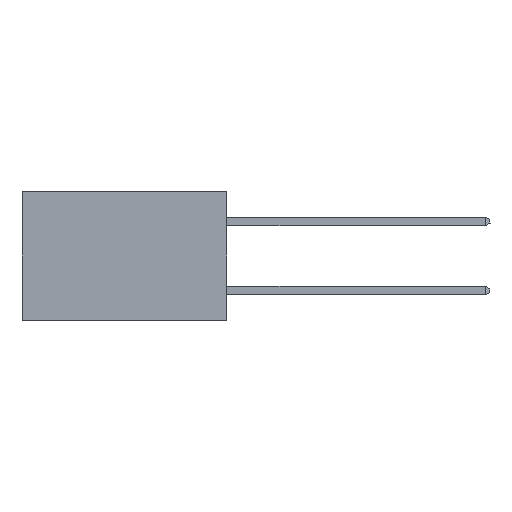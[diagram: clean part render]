
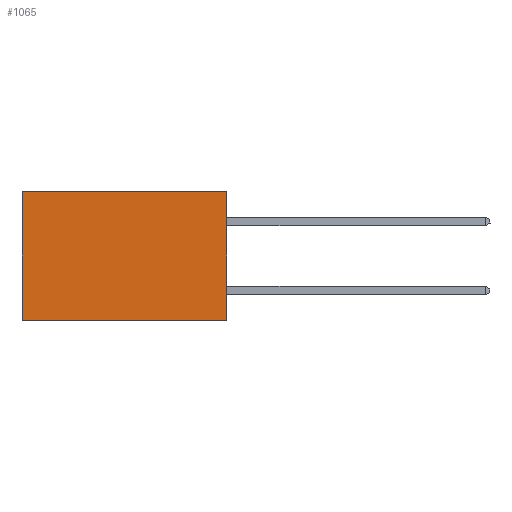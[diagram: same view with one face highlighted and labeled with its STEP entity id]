
A CAD part, left-side view. The second image highlights one B-rep face of the part: STEP entity #1065.
In plain terms, the highlighted planar face has unit normal (-1, 0, 0).
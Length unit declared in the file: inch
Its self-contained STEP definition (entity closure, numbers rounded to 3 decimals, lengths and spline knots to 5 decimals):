
#21 = EDGE_CURVE ( 'NONE', #5942, #7301, #7777, .T. ) ;
#609 = CARTESIAN_POINT ( 'NONE',  ( 0.277, 0., -0.37 ) ) ;
#1065 = ADVANCED_FACE ( 'NONE', ( #9804 ), #7151, .F. ) ;
#1467 = EDGE_CURVE ( 'NONE', #8370, #7301, #6677, .T. ) ;
#1487 = EDGE_CURVE ( 'NONE', #7111, #8370, #5064, .T. ) ;
#2230 = ORIENTED_EDGE ( 'NONE', *, *, #2435, .T. ) ;
#2435 = EDGE_CURVE ( 'NONE', #7111, #5942, #7112, .T. ) ;
#2603 = CARTESIAN_POINT ( 'NONE',  ( 0.277, 0., 0. ) ) ;
#3463 = VECTOR ( 'NONE', #5921, 39.37008 ) ;
#3789 = CARTESIAN_POINT ( 'NONE',  ( 0.277, 0.59, -0.37 ) ) ;
#4084 = EDGE_LOOP ( 'NONE', ( #4295, #6994, #5401, #2230 ) ) ;
#4295 = ORIENTED_EDGE ( 'NONE', *, *, #21, .T. ) ;
#4317 = VECTOR ( 'NONE', #9485, 39.37008 ) ;
#4420 = AXIS2_PLACEMENT_3D ( 'NONE', #6003, #5115, #5239 ) ;
#4596 = VECTOR ( 'NONE', #9494, 39.37008 ) ;
#5064 = LINE ( 'NONE', #609, #4317 ) ;
#5115 = DIRECTION ( 'NONE',  ( 1., 0., 0. ) ) ;
#5239 = DIRECTION ( 'NONE',  ( 0., 0., -1. ) ) ;
#5401 = ORIENTED_EDGE ( 'NONE', *, *, #1487, .F. ) ;
#5763 = DIRECTION ( 'NONE',  ( 0., 1., 0. ) ) ;
#5784 = CARTESIAN_POINT ( 'NONE',  ( 0.277, 0., 0. ) ) ;
#5921 = DIRECTION ( 'NONE',  ( 0., 0., -1. ) ) ;
#5942 = VERTEX_POINT ( 'NONE', #7603 ) ;
#6003 = CARTESIAN_POINT ( 'NONE',  ( 0.277, 0., -0.37 ) ) ;
#6677 = LINE ( 'NONE', #9775, #4596 ) ;
#6994 = ORIENTED_EDGE ( 'NONE', *, *, #1467, .F. ) ;
#7111 = VERTEX_POINT ( 'NONE', #2603 ) ;
#7112 = LINE ( 'NONE', #5784, #10918 ) ;
#7151 = PLANE ( 'NONE',  #4420 ) ;
#7301 = VERTEX_POINT ( 'NONE', #10086 ) ;
#7603 = CARTESIAN_POINT ( 'NONE',  ( 0.277, 0.59, 0. ) ) ;
#7777 = LINE ( 'NONE', #3789, #3463 ) ;
#8370 = VERTEX_POINT ( 'NONE', #9924 ) ;
#9485 = DIRECTION ( 'NONE',  ( 0., 0., -1. ) ) ;
#9494 = DIRECTION ( 'NONE',  ( 0., 1., 0. ) ) ;
#9775 = CARTESIAN_POINT ( 'NONE',  ( 0.277, 0., -0.37 ) ) ;
#9804 = FACE_OUTER_BOUND ( 'NONE', #4084, .T. ) ;
#9924 = CARTESIAN_POINT ( 'NONE',  ( 0.277, 0., -0.37 ) ) ;
#10086 = CARTESIAN_POINT ( 'NONE',  ( 0.277, 0.59, -0.37 ) ) ;
#10918 = VECTOR ( 'NONE', #5763, 39.37008 ) ;
